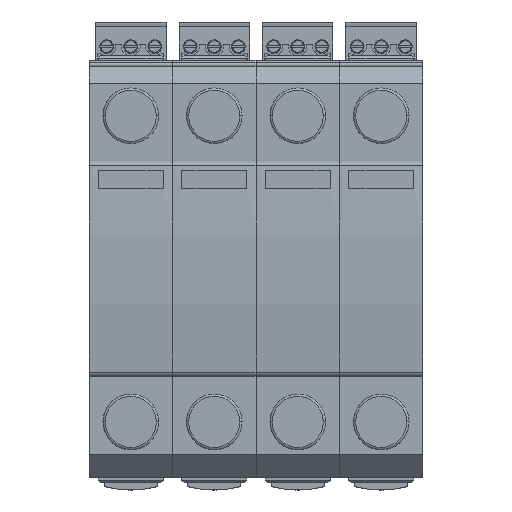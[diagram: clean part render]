
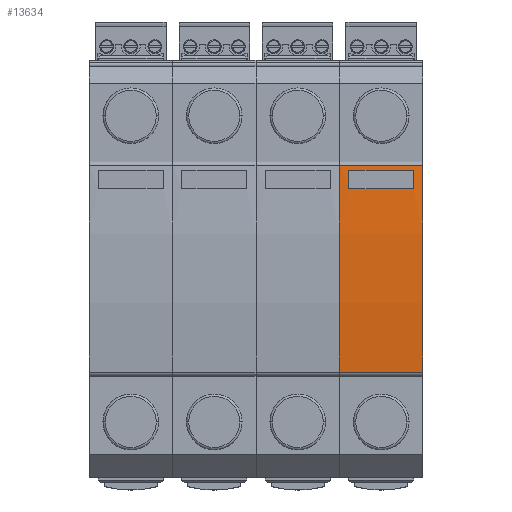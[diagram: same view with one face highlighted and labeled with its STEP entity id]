
A CAD part, top view. The second image highlights one B-rep face of the part: STEP entity #13634.
In plain terms, the highlighted cylindrical face has radius 199.999 mm (diameter 399.999 mm), a partial arc.
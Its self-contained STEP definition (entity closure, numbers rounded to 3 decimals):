
#96 = VERTEX_POINT ( 'NONE', #12611 ) ;
#171 = VECTOR ( 'NONE', #5737, 1000. ) ;
#357 = CARTESIAN_POINT ( 'NONE',  ( 32.239, 22.312, 65.252 ) ) ;
#360 = ORIENTED_EDGE ( 'NONE', *, *, #6525, .F. ) ;
#495 = CARTESIAN_POINT ( 'NONE',  ( -9., 22.312, 65.252 ) ) ;
#530 = LINE ( 'NONE', #357, #171 ) ;
#563 = EDGE_CURVE ( 'NONE', #96, #4241, #1229, .T. ) ;
#597 = CARTESIAN_POINT ( 'NONE',  ( -7., 0., -133.499 ) ) ;
#860 = VERTEX_POINT ( 'NONE', #9705 ) ;
#978 = DIRECTION ( 'NONE',  ( 0., -1., 0. ) ) ;
#1229 = LINE ( 'NONE', #12732, #7009 ) ;
#1258 = VERTEX_POINT ( 'NONE', #11585 ) ;
#1677 = DIRECTION ( 'NONE',  ( 0., 0., -1. ) ) ;
#1767 = CARTESIAN_POINT ( 'NONE',  ( 7., 17.2, 65.759 ) ) ;
#1840 = ORIENTED_EDGE ( 'NONE', *, *, #9044, .T. ) ;
#1903 = LINE ( 'NONE', #4428, #10168 ) ;
#1946 = LINE ( 'NONE', #4798, #13040 ) ;
#2001 = EDGE_CURVE ( 'NONE', #96, #8090, #10519, .T. ) ;
#2242 = FACE_OUTER_BOUND ( 'NONE', #11833, .T. ) ;
#2288 = VERTEX_POINT ( 'NONE', #1767 ) ;
#2546 = ORIENTED_EDGE ( 'NONE', *, *, #3418, .T. ) ;
#2552 = VERTEX_POINT ( 'NONE', #12913 ) ;
#2757 = CARTESIAN_POINT ( 'NONE',  ( -9., 0., -133.499 ) ) ;
#3418 = EDGE_CURVE ( 'NONE', #1258, #8090, #530, .T. ) ;
#3708 = EDGE_CURVE ( 'NONE', #7769, #860, #5739, .T. ) ;
#3746 = DIRECTION ( 'NONE',  ( 1., 0., 0. ) ) ;
#3859 = DIRECTION ( 'NONE',  ( 0., -1., 0. ) ) ;
#3869 = ORIENTED_EDGE ( 'NONE', *, *, #563, .T. ) ;
#3952 = AXIS2_PLACEMENT_3D ( 'NONE', #8503, #7426, #4157 ) ;
#4157 = DIRECTION ( 'NONE',  ( 0., -1., 0. ) ) ;
#4241 = VERTEX_POINT ( 'NONE', #5883 ) ;
#4281 = ORIENTED_EDGE ( 'NONE', *, *, #3708, .T. ) ;
#4361 = ORIENTED_EDGE ( 'NONE', *, *, #12644, .T. ) ;
#4428 = CARTESIAN_POINT ( 'NONE',  ( 32.239, 17.2, 65.759 ) ) ;
#4773 = AXIS2_PLACEMENT_3D ( 'NONE', #13848, #7459, #978 ) ;
#4792 = CIRCLE ( 'NONE', #4773, 199.999 ) ;
#4793 = FACE_BOUND ( 'NONE', #5152, .T. ) ;
#4798 = CARTESIAN_POINT ( 'NONE',  ( 32.239, 21.2, 65.373 ) ) ;
#5152 = EDGE_LOOP ( 'NONE', ( #5343, #4281, #4361, #1840 ) ) ;
#5244 = CARTESIAN_POINT ( 'NONE',  ( 9., 0., -133.499 ) ) ;
#5343 = ORIENTED_EDGE ( 'NONE', *, *, #9508, .T. ) ;
#5737 = DIRECTION ( 'NONE',  ( -1., 0., 0. ) ) ;
#5739 = CIRCLE ( 'NONE', #6518, 199.999 ) ;
#5883 = CARTESIAN_POINT ( 'NONE',  ( 9., -22.312, 65.252 ) ) ;
#6014 = AXIS2_PLACEMENT_3D ( 'NONE', #5244, #12767, #6326 ) ;
#6304 = DIRECTION ( 'NONE',  ( 1., 0., 0. ) ) ;
#6326 = DIRECTION ( 'NONE',  ( 0., -1., 0. ) ) ;
#6518 = AXIS2_PLACEMENT_3D ( 'NONE', #597, #8159, #1677 ) ;
#6525 = EDGE_CURVE ( 'NONE', #1258, #4241, #12071, .T. ) ;
#7009 = VECTOR ( 'NONE', #6304, 1000. ) ;
#7426 = DIRECTION ( 'NONE',  ( -1., 0., 0. ) ) ;
#7459 = DIRECTION ( 'NONE',  ( 1., 0., 0. ) ) ;
#7769 = VERTEX_POINT ( 'NONE', #13543 ) ;
#8090 = VERTEX_POINT ( 'NONE', #495 ) ;
#8159 = DIRECTION ( 'NONE',  ( -1., 0., 0. ) ) ;
#8503 = CARTESIAN_POINT ( 'NONE',  ( 32.239, 0., -133.499 ) ) ;
#9044 = EDGE_CURVE ( 'NONE', #2552, #2288, #4792, .T. ) ;
#9508 = EDGE_CURVE ( 'NONE', #2288, #7769, #1903, .T. ) ;
#9705 = CARTESIAN_POINT ( 'NONE',  ( -7., 21.2, 65.373 ) ) ;
#10168 = VECTOR ( 'NONE', #10875, 1000. ) ;
#10318 = DIRECTION ( 'NONE',  ( -1., 0., 0. ) ) ;
#10519 = CIRCLE ( 'NONE', #13145, 199.999 ) ;
#10875 = DIRECTION ( 'NONE',  ( -1., 0., 0. ) ) ;
#11585 = CARTESIAN_POINT ( 'NONE',  ( 9., 22.312, 65.252 ) ) ;
#11833 = EDGE_LOOP ( 'NONE', ( #360, #2546, #12306, #3869 ) ) ;
#12071 = CIRCLE ( 'NONE', #6014, 199.999 ) ;
#12306 = ORIENTED_EDGE ( 'NONE', *, *, #2001, .F. ) ;
#12611 = CARTESIAN_POINT ( 'NONE',  ( -9., -22.312, 65.252 ) ) ;
#12644 = EDGE_CURVE ( 'NONE', #860, #2552, #1946, .T. ) ;
#12732 = CARTESIAN_POINT ( 'NONE',  ( 32.239, -22.312, 65.252 ) ) ;
#12767 = DIRECTION ( 'NONE',  ( 1., 0., 0. ) ) ;
#12913 = CARTESIAN_POINT ( 'NONE',  ( 7., 21.2, 65.373 ) ) ;
#13015 = CYLINDRICAL_SURFACE ( 'NONE', #3952, 199.999 ) ;
#13040 = VECTOR ( 'NONE', #3746, 1000. ) ;
#13145 = AXIS2_PLACEMENT_3D ( 'NONE', #2757, #10318, #3859 ) ;
#13543 = CARTESIAN_POINT ( 'NONE',  ( -7., 17.2, 65.759 ) ) ;
#13634 = ADVANCED_FACE ( 'NONE', ( #2242, #4793 ), #13015, .T. ) ;
#13848 = CARTESIAN_POINT ( 'NONE',  ( 7., 0., -133.499 ) ) ;
